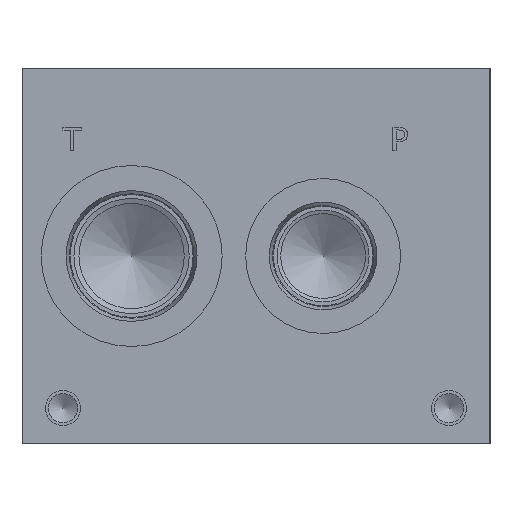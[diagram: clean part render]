
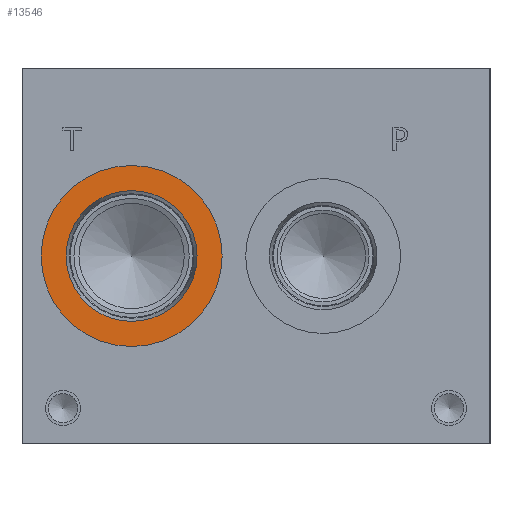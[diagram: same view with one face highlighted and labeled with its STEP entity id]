
A CAD part, left-side view. The second image highlights one B-rep face of the part: STEP entity #13546.
In plain terms, the highlighted planar face has unit normal (-1, 0, 0).
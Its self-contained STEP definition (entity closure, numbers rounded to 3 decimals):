
#298=CIRCLE('',#14221,24.562);
#299=CIRCLE('',#14222,24.562);
#300=CIRCLE('',#14224,17.755);
#301=CIRCLE('',#14225,17.755);
#552=FACE_BOUND('',#2336,.T.);
#940=PLANE('',#14223);
#1557=FACE_OUTER_BOUND('',#2335,.T.);
#2335=EDGE_LOOP('',(#11685,#11686));
#2336=EDGE_LOOP('',(#11687,#11688));
#6378=VERTEX_POINT('',#23087);
#6379=VERTEX_POINT('',#23089);
#6380=VERTEX_POINT('',#23093);
#6381=VERTEX_POINT('',#23094);
#8205=EDGE_CURVE('',#6378,#6379,#298,.T.);
#8206=EDGE_CURVE('',#6379,#6378,#299,.T.);
#8207=EDGE_CURVE('',#6380,#6381,#300,.T.);
#8208=EDGE_CURVE('',#6381,#6380,#301,.T.);
#11685=ORIENTED_EDGE('',*,*,#8206,.F.);
#11686=ORIENTED_EDGE('',*,*,#8205,.F.);
#11687=ORIENTED_EDGE('',*,*,#8207,.T.);
#11688=ORIENTED_EDGE('',*,*,#8208,.T.);
#13546=ADVANCED_FACE('',(#1557,#552),#940,.F.);
#14221=AXIS2_PLACEMENT_3D('',#23090,#16739,#16740);
#14222=AXIS2_PLACEMENT_3D('',#23091,#16741,#16742);
#14223=AXIS2_PLACEMENT_3D('',#23092,#16743,#16744);
#14224=AXIS2_PLACEMENT_3D('',#23095,#16745,#16746);
#14225=AXIS2_PLACEMENT_3D('',#23096,#16747,#16748);
#16739=DIRECTION('center_axis',(1.,0.,0.));
#16740=DIRECTION('ref_axis',(0.,0.,-1.));
#16741=DIRECTION('center_axis',(1.,0.,0.));
#16742=DIRECTION('ref_axis',(0.,0.,-1.));
#16743=DIRECTION('center_axis',(1.,0.,0.));
#16744=DIRECTION('ref_axis',(0.,0.,-1.));
#16745=DIRECTION('center_axis',(1.,0.,0.));
#16746=DIRECTION('ref_axis',(0.,0.,-1.));
#16747=DIRECTION('center_axis',(1.,0.,0.));
#16748=DIRECTION('ref_axis',(0.,0.,-1.));
#23087=CARTESIAN_POINT('',(0.787,97.257,26.238));
#23089=CARTESIAN_POINT('',(0.787,97.257,75.362));
#23090=CARTESIAN_POINT('Origin',(0.787,97.257,50.8));
#23091=CARTESIAN_POINT('Origin',(0.787,97.257,50.8));
#23092=CARTESIAN_POINT('Origin',(0.787,97.257,68.555));
#23093=CARTESIAN_POINT('',(0.787,97.257,68.555));
#23094=CARTESIAN_POINT('',(0.787,97.257,33.045));
#23095=CARTESIAN_POINT('Origin',(0.787,97.257,50.8));
#23096=CARTESIAN_POINT('Origin',(0.787,97.257,50.8));
